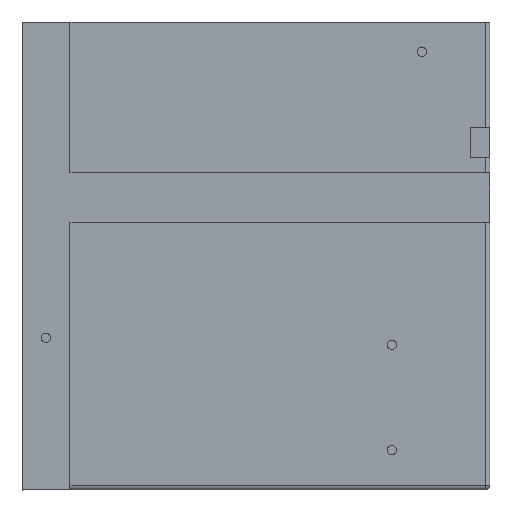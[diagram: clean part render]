
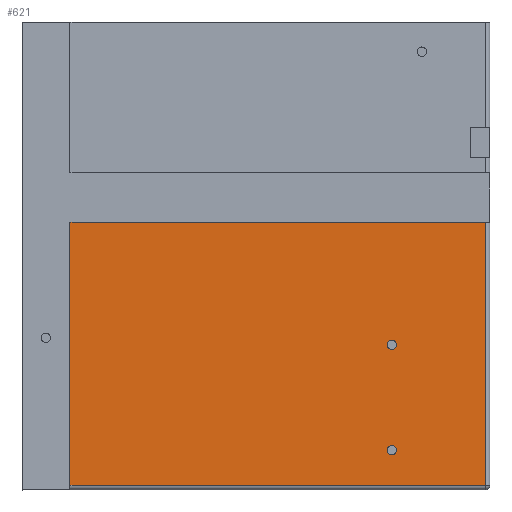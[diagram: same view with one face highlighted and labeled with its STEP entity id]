
A CAD part, top view. The second image highlights one B-rep face of the part: STEP entity #621.
In plain terms, the highlighted planar face has unit normal (0, 0, 1).
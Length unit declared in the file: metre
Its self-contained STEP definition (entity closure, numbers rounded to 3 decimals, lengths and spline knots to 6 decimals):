
#13=LINE('',#943,#72);
#14=LINE('',#946,#73);
#15=LINE('',#948,#74);
#16=LINE('',#950,#75);
#72=VECTOR('',#753,1.);
#73=VECTOR('',#754,1.);
#74=VECTOR('',#755,1.);
#75=VECTOR('',#756,1.);
#131=PLANE('',#676);
#159=ORIENTED_EDGE('',*,*,#329,.F.);
#160=ORIENTED_EDGE('',*,*,#330,.F.);
#161=ORIENTED_EDGE('',*,*,#331,.F.);
#162=ORIENTED_EDGE('',*,*,#332,.F.);
#163=ORIENTED_EDGE('',*,*,#333,.T.);
#164=ORIENTED_EDGE('',*,*,#334,.T.);
#329=EDGE_CURVE('',#414,#414,#475,.T.);
#330=EDGE_CURVE('',#415,#415,#476,.T.);
#331=EDGE_CURVE('',#416,#417,#13,.T.);
#332=EDGE_CURVE('',#418,#416,#14,.T.);
#333=EDGE_CURVE('',#418,#419,#15,.T.);
#334=EDGE_CURVE('',#419,#417,#16,.F.);
#414=VERTEX_POINT('',#940);
#415=VERTEX_POINT('',#942);
#416=VERTEX_POINT('',#944);
#417=VERTEX_POINT('',#945);
#418=VERTEX_POINT('',#947);
#419=VERTEX_POINT('',#949);
#475=CIRCLE('',#677,0.002);
#476=CIRCLE('',#678,0.002);
#501=EDGE_LOOP('',(#159));
#502=EDGE_LOOP('',(#160));
#503=EDGE_LOOP('',(#161,#162,#163,#164));
#555=FACE_BOUND('',#501,.T.);
#556=FACE_BOUND('',#502,.T.);
#557=FACE_BOUND('',#503,.T.);
#621=ADVANCED_FACE('',(#555,#556,#557),#131,.F.);
#676=AXIS2_PLACEMENT_3D('',#938,#747,#748);
#677=AXIS2_PLACEMENT_3D('',#939,#749,#750);
#678=AXIS2_PLACEMENT_3D('',#941,#751,#752);
#747=DIRECTION('',(0.,0.,-1.));
#748=DIRECTION('',(1.,0.,0.));
#749=DIRECTION('',(0.,0.,1.));
#750=DIRECTION('',(1.,0.,0.));
#751=DIRECTION('',(0.,0.,1.));
#752=DIRECTION('',(1.,0.,0.));
#753=DIRECTION('',(1.,0.,0.));
#754=DIRECTION('',(0.,1.,0.));
#755=DIRECTION('',(1.,0.,0.));
#756=DIRECTION('',(0.,-1.,0.));
#938=CARTESIAN_POINT('',(0.,0.165986,-0.255143));
#939=CARTESIAN_POINT('',(0.158,-0.017014,-0.255143));
#940=CARTESIAN_POINT('',(0.16,-0.017014,-0.255143));
#941=CARTESIAN_POINT('',(0.158,0.027986,-0.255143));
#942=CARTESIAN_POINT('',(0.16,0.027986,-0.255143));
#943=CARTESIAN_POINT('',(0.,0.080481,-0.255143));
#944=CARTESIAN_POINT('',(0.0205,0.080481,-0.255143));
#945=CARTESIAN_POINT('',(0.198,0.080481,-0.255143));
#946=CARTESIAN_POINT('',(0.0205,0.165986,-0.255143));
#947=CARTESIAN_POINT('',(0.0205,-0.032014,-0.255143));
#948=CARTESIAN_POINT('',(0.2,-0.032014,-0.255143));
#949=CARTESIAN_POINT('',(0.198,-0.032014,-0.255143));
#950=CARTESIAN_POINT('',(0.198,0.365986,-0.255143));
